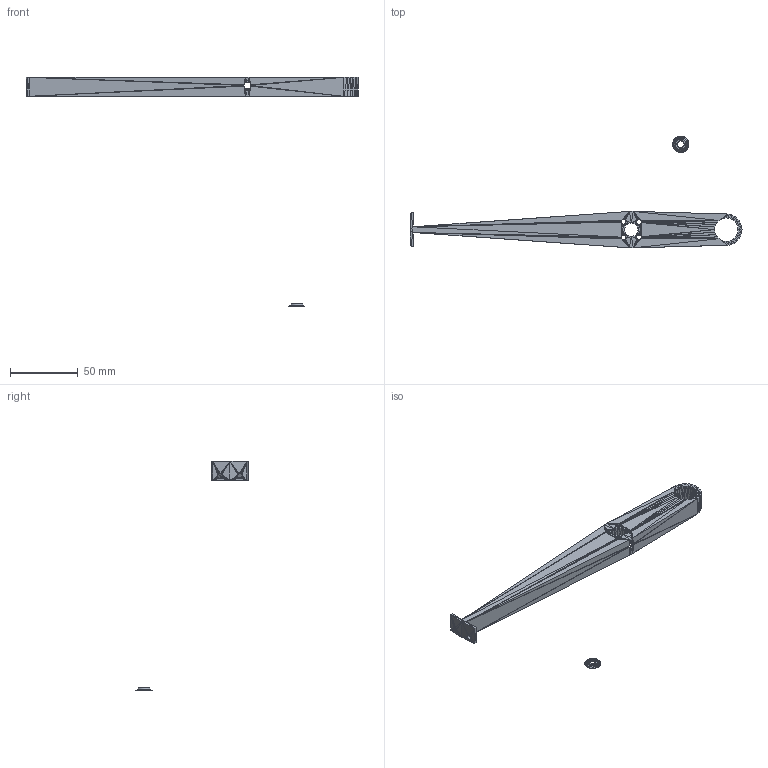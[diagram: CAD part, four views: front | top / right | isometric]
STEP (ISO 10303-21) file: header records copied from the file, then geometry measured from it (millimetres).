
FILE_DESCRIPTION(('FreeCAD Model'),'2;1');
FILE_NAME('Open CASCADE Shape Model','2025-11-23T17:23:23',('FreeCAD'),( 'FreeCAD'),'Open CASCADE STEP processor 7.8','FreeCAD','Unknown');
FILE_SCHEMA(('AUTOMOTIVE_DESIGN { 1 0 10303 214 1 1 1 1 }'));
Length unit declared in the file: millimetre
Products named in the file (1): Open CASCADE STEP translator 7.8 7
Bounding box: 244.68 x 82.64 x 169 mm (x, y, z)
Volume: 54252.7 mm3; surface area: 18121.5 mm2
Topology: 2 solids, 2 shells, 2444 faces, 3666 edges, 1204 vertices
Faces by surface type: plane 2444
Entity records: 47642 total; most frequent: DIRECTION 8556, ORIENTED_EDGE 7332, CARTESIAN_POINT 7315, EDGE_CURVE 3666, LINE 3666, VECTOR 3666, AXIS2_PLACEMENT_3D 2445, ADVANCED_FACE 2444
